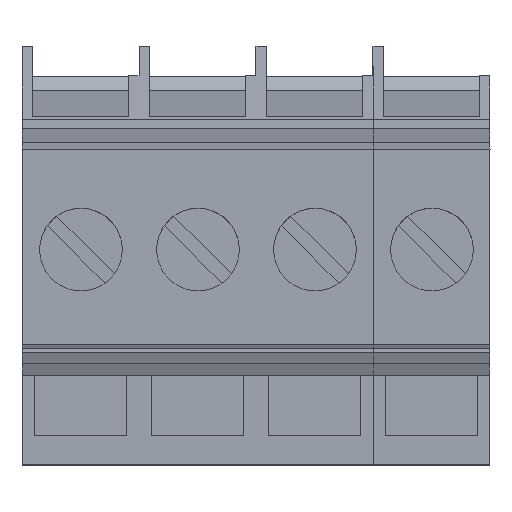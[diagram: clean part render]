
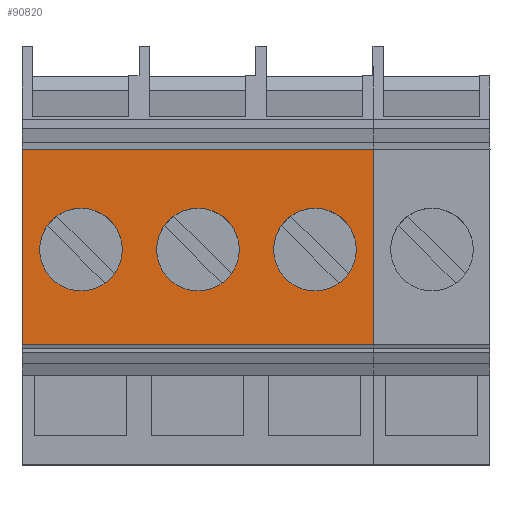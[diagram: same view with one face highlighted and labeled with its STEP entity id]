
A CAD part, top view. The second image highlights one B-rep face of the part: STEP entity #90820.
In plain terms, the highlighted face is planar.
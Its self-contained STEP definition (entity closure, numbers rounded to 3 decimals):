
#1090=CARTESIAN_POINT('',(-8.33,-27.351,
-4.6));
#1100=VERTEX_POINT('',#1090);
#1130=CARTESIAN_POINT('',(0.,-27.351,
-4.6));
#1140=DIRECTION('',(-1.,0.,0.));
#1150=VECTOR('',#1140,1.);
#1160=LINE('',#1130,#1150);
#1170=CARTESIAN_POINT('',(1.952,-27.351,
-4.6));
#1180=VERTEX_POINT('',#1170);
#1190=EDGE_CURVE('',#1180,#1100,#1160,.T.);
#9010=CARTESIAN_POINT('',(1.686,-27.351,
20.));
#9020=DIRECTION('',(0.,1.,0.));
#9030=DIRECTION('',(1.,0.,0.));
#9040=AXIS2_PLACEMENT_3D('',#9010,#9020,#9030);
#9050=PLANE('',#9040);
#9260=CARTESIAN_POINT('',(1.952,-27.351,
13.85));
#9270=VERTEX_POINT('',#9260);
#9300=CARTESIAN_POINT('',(0.,-27.351,13.85));
#9310=DIRECTION('',(-1.,0.,0.));
#9320=VECTOR('',#9310,1.);
#9330=LINE('',#9300,#9320);
#9340=CARTESIAN_POINT('',(-8.33,-27.351,
13.85));
#9350=VERTEX_POINT('',#9340);
#9360=EDGE_CURVE('',#9270,#9350,#9330,.T.);
#90210=CARTESIAN_POINT('',(1.952,-27.351,
18.45));
#90220=DIRECTION('',(0.,0.,1.));
#90230=VECTOR('',#90220,1.);
#90240=LINE('',#90210,#90230);
#90250=EDGE_CURVE('',#1180,#9270,#90240,.T.);
#90260=ORIENTED_EDGE('',*,*,#90250,.T.);
#90270=ORIENTED_EDGE('',*,*,#1190,.F.);
#90280=CARTESIAN_POINT('',(-8.33,-27.351,
18.45));
#90290=DIRECTION('',(0.,0.,1.));
#90300=VECTOR('',#90290,1.);
#90310=LINE('',#90280,#90300);
#90320=EDGE_CURVE('',#1100,#9350,#90310,.T.);
#90330=ORIENTED_EDGE('',*,*,#90320,.F.);
#90340=ORIENTED_EDGE('',*,*,#9360,.T.);
#90350=EDGE_LOOP('',(#90340,#90330,#90270,#90260));
#90360=FACE_OUTER_BOUND('',#90350,.T.);
#90370=CARTESIAN_POINT('',(-3.05,-27.351,
10.8));
#90380=DIRECTION('',(0.,-1.,0.));
#90390=DIRECTION('',(-1.,0.,0.));
#90400=AXIS2_PLACEMENT_3D('',#90370,#90380,#90390);
#90410=CIRCLE('',#90400,2.175);
#90420=CARTESIAN_POINT('',(-0.875,-27.351,
10.8));
#90430=VERTEX_POINT('',#90420);
#90440=CARTESIAN_POINT('',(-5.225,-27.351,10.8));
#90450=VERTEX_POINT('',#90440);
#90460=EDGE_CURVE('',#90430,#90450,#90410,.T.);
#90470=ORIENTED_EDGE('',*,*,#90460,.F.);
#90480=EDGE_CURVE('',#90450,#90430,#90410,.T.);
#90490=ORIENTED_EDGE('',*,*,#90480,.F.);
#90500=EDGE_LOOP('',(#90490,#90470));
#90510=FACE_BOUND('',#90500,.T.);
#90520=CARTESIAN_POINT('',(-3.05,-27.351,
-1.5));
#90530=DIRECTION('',(0.,-1.,0.));
#90540=DIRECTION('',(-1.,0.,0.));
#90550=AXIS2_PLACEMENT_3D('',#90520,#90530,#90540);
#90560=CIRCLE('',#90550,2.175);
#90570=CARTESIAN_POINT('',(-0.875,-27.351,
-1.5));
#90580=VERTEX_POINT('',#90570);
#90590=CARTESIAN_POINT('',(-5.225,-27.351,
-1.5));
#90600=VERTEX_POINT('',#90590);
#90610=EDGE_CURVE('',#90580,#90600,#90560,.T.);
#90620=ORIENTED_EDGE('',*,*,#90610,.F.);
#90630=EDGE_CURVE('',#90600,#90580,#90560,.T.);
#90640=ORIENTED_EDGE('',*,*,#90630,.F.);
#90650=EDGE_LOOP('',(#90640,#90620));
#90660=FACE_BOUND('',#90650,.T.);
#90670=CARTESIAN_POINT('',(-3.05,-27.351,
4.65));
#90680=DIRECTION('',(0.,-1.,0.));
#90690=DIRECTION('',(-1.,0.,0.));
#90700=AXIS2_PLACEMENT_3D('',#90670,#90680,#90690);
#90710=CIRCLE('',#90700,2.175);
#90720=CARTESIAN_POINT('',(-0.875,-27.351,
4.65));
#90730=VERTEX_POINT('',#90720);
#90740=CARTESIAN_POINT('',(-5.225,-27.351,
4.65));
#90750=VERTEX_POINT('',#90740);
#90760=EDGE_CURVE('',#90730,#90750,#90710,.T.);
#90770=ORIENTED_EDGE('',*,*,#90760,.F.);
#90780=EDGE_CURVE('',#90750,#90730,#90710,.T.);
#90790=ORIENTED_EDGE('',*,*,#90780,.F.);
#90800=EDGE_LOOP('',(#90790,#90770));
#90810=FACE_BOUND('',#90800,.T.);
#90820=ADVANCED_FACE('',(#90360,#90510,#90660,#90810),#9050,.F.);
